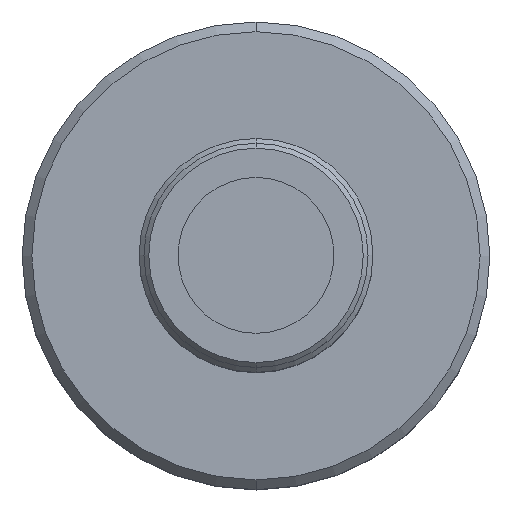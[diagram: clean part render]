
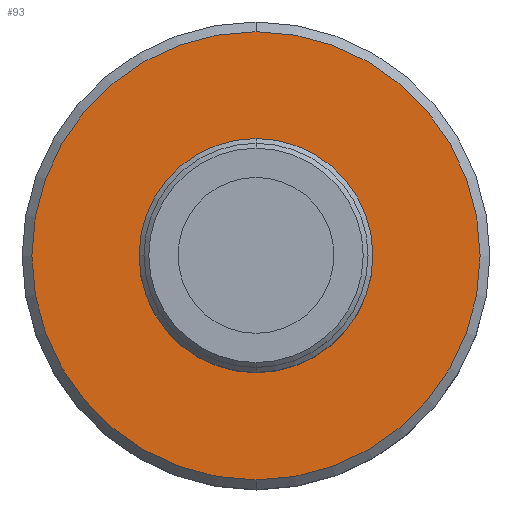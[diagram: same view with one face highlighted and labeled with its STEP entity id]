
A CAD part, top view. The second image highlights one B-rep face of the part: STEP entity #93.
In plain terms, the highlighted planar face has unit normal (0, 0, 1).
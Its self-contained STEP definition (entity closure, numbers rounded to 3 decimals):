
#37=FACE_BOUND('',#204,.F.);
#45=PLANE('',#1024);
#93=ADVANCED_FACE('',(#37,#148),#45,.T.);
#148=FACE_OUTER_BOUND('',#205,.F.);
#204=EDGE_LOOP('',(#332,#333));
#205=EDGE_LOOP('',(#334,#335));
#332=ORIENTED_EDGE('',*,*,#718,.T.);
#333=ORIENTED_EDGE('',*,*,#669,.T.);
#334=ORIENTED_EDGE('',*,*,#719,.F.);
#335=ORIENTED_EDGE('',*,*,#670,.F.);
#601=CIRCLE('',#953,5.75);
#602=CIRCLE('',#954,11.5);
#622=CIRCLE('',#974,5.75);
#623=CIRCLE('',#975,11.5);
#669=EDGE_CURVE('',#890,#889,#601,.T.);
#670=EDGE_CURVE('',#888,#887,#602,.T.);
#718=EDGE_CURVE('',#889,#890,#622,.T.);
#719=EDGE_CURVE('',#887,#888,#623,.T.);
#887=VERTEX_POINT('',#1392);
#888=VERTEX_POINT('',#1393);
#889=VERTEX_POINT('',#1394);
#890=VERTEX_POINT('',#1395);
#953=AXIS2_PLACEMENT_3D('',#1433,#1097,#1098);
#954=AXIS2_PLACEMENT_3D('',#1434,#1099,#1100);
#974=AXIS2_PLACEMENT_3D('',#1482,#1167,#1168);
#975=AXIS2_PLACEMENT_3D('',#1483,#1169,#1170);
#1024=AXIS2_PLACEMENT_3D('',#1544,#1279,#1280);
#1097=DIRECTION('',(0.,0.,1.));
#1098=DIRECTION('',(0.,1.,0.));
#1099=DIRECTION('',(0.,0.,1.));
#1100=DIRECTION('',(0.,1.,0.));
#1167=DIRECTION('',(0.,0.,1.));
#1168=DIRECTION('',(0.,-1.,0.));
#1169=DIRECTION('',(0.,0.,1.));
#1170=DIRECTION('',(0.,-1.,0.));
#1279=DIRECTION('',(0.,0.,1.));
#1280=DIRECTION('',(-1.,0.,0.));
#1392=CARTESIAN_POINT('',(0.,-11.5,-13.2));
#1393=CARTESIAN_POINT('',(0.,11.5,-13.2));
#1394=CARTESIAN_POINT('',(0.,-5.75,-13.2));
#1395=CARTESIAN_POINT('',(0.,5.75,-13.2));
#1433=CARTESIAN_POINT('',(0.,0.,-13.2));
#1434=CARTESIAN_POINT('',(0.,0.,-13.2));
#1482=CARTESIAN_POINT('',(0.,0.,-13.2));
#1483=CARTESIAN_POINT('',(0.,0.,-13.2));
#1544=CARTESIAN_POINT('',(11.73,11.73,-13.2));
